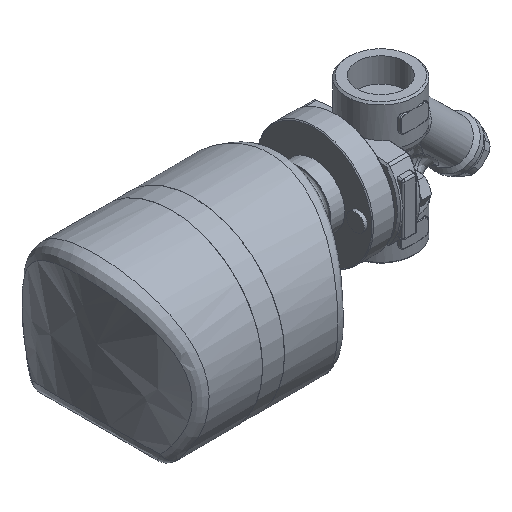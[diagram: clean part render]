
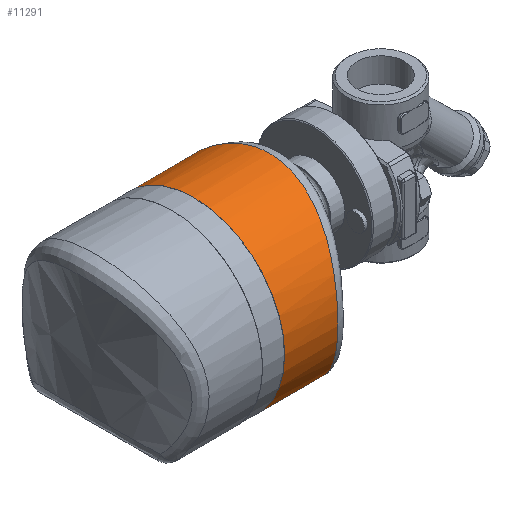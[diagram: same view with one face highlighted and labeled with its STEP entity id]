
A CAD part, isometric view. The second image highlights one B-rep face of the part: STEP entity #11291.
In plain terms, the highlighted cylindrical face has radius 52 mm (diameter 104 mm), a full revolution.
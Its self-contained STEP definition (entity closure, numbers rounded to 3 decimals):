
#10097=CARTESIAN_POINT('',(36.311,39.359,-33.984));
#10098=VERTEX_POINT('',#10097);
#10117=CARTESIAN_POINT('',(36.311,-39.359,-33.984));
#10118=VERTEX_POINT('',#10117);
#10126=CARTESIAN_POINT('',(65.393,0.0,0.));
#10127=DIRECTION('',(0.76,0.,-0.65));
#10128=DIRECTION('',(-0.65,0.0,-0.76));
#10129=AXIS2_PLACEMENT_3D('',#10126,#10127,#10128);
#10130=ELLIPSE('',#10129,68.442,52.0);
#10131=EDGE_CURVE('',#10118,#10098,#10130,.T.);
#11054=CARTESIAN_POINT('',(30.469,52.,0.024));
#11055=VERTEX_POINT('',#11054);
#11063=CARTESIAN_POINT('',(30.469,52.,0.024));
#11064=CARTESIAN_POINT('',(30.47,52.,0.934));
#11065=CARTESIAN_POINT('',(30.487,51.967,2.145));
#11066=CARTESIAN_POINT('',(30.569,51.818,4.569));
#11067=CARTESIAN_POINT('',(30.726,51.53,7.289));
#11068=CARTESIAN_POINT('',(30.996,51.027,10.121));
#11069=CARTESIAN_POINT('',(31.243,50.561,12.175));
#11070=CARTESIAN_POINT('',(31.399,50.265,13.336));
#11071=CARTESIAN_POINT('',(31.836,49.424,16.365));
#11072=CARTESIAN_POINT('',(32.721,47.682,21.157));
#11073=CARTESIAN_POINT('',(33.893,45.178,25.888));
#11074=CARTESIAN_POINT('',(34.632,43.484,28.524));
#11075=CARTESIAN_POINT('',(34.935,42.775,29.575));
#11076=CARTESIAN_POINT('',(35.171,42.215,30.371));
#11077=CARTESIAN_POINT('',(35.741,40.83,32.246));
#11078=CARTESIAN_POINT('',(36.985,37.669,36.086));
#11079=CARTESIAN_POINT('',(38.239,33.99,39.491));
#11080=CARTESIAN_POINT('',(39.158,30.867,41.853));
#11081=CARTESIAN_POINT('',(39.475,29.756,42.655));
#11082=CARTESIAN_POINT('',(39.761,28.702,43.367));
#11083=CARTESIAN_POINT('',(40.147,27.221,44.319));
#11084=CARTESIAN_POINT('',(40.522,25.699,45.227));
#11085=CARTESIAN_POINT('',(41.152,22.904,46.725));
#11086=CARTESIAN_POINT('',(41.763,19.813,48.139));
#11087=CARTESIAN_POINT('',(42.233,16.885,49.202));
#11088=CARTESIAN_POINT('',(42.448,15.35,49.684));
#11089=CARTESIAN_POINT('',(42.604,14.194,50.033));
#11090=CARTESIAN_POINT('',(42.807,12.544,50.484));
#11091=CARTESIAN_POINT('',(42.996,10.68,50.901));
#11092=CARTESIAN_POINT('',(43.117,9.298,51.165));
#11093=CARTESIAN_POINT('',(43.242,7.709,51.439));
#11094=CARTESIAN_POINT('',(43.421,4.801,51.829));
#11095=CARTESIAN_POINT('',(43.512,1.35,52.027));
#11096=CARTESIAN_POINT('',(43.495,-1.589,51.988));
#11097=CARTESIAN_POINT('',(43.457,-3.202,51.906));
#11098=CARTESIAN_POINT('',(43.374,-5.62,51.726));
#11099=CARTESIAN_POINT('',(43.163,-9.14,51.268));
#11100=CARTESIAN_POINT('',(42.786,-12.789,50.439));
#11101=CARTESIAN_POINT('',(42.484,-15.101,49.764));
#11102=CARTESIAN_POINT('',(42.268,-16.627,49.28));
#11103=CARTESIAN_POINT('',(41.872,-19.161,48.387));
#11104=CARTESIAN_POINT('',(41.288,-22.27,47.044));
#11105=CARTESIAN_POINT('',(40.665,-25.086,45.57));
#11106=CARTESIAN_POINT('',(40.003,-27.824,43.973));
#11107=CARTESIAN_POINT('',(39.161,-30.941,41.882));
#11108=CARTESIAN_POINT('',(38.29,-33.749,39.603));
#11109=CARTESIAN_POINT('',(37.715,-35.468,38.033));
#11110=CARTESIAN_POINT('',(37.328,-36.594,36.957));
#11111=CARTESIAN_POINT('',(36.67,-38.438,35.083));
#11112=CARTESIAN_POINT('',(35.935,-40.35,32.858));
#11113=CARTESIAN_POINT('',(35.164,-42.238,30.361));
#11114=CARTESIAN_POINT('',(34.598,-43.57,28.425));
#11115=CARTESIAN_POINT('',(34.006,-44.906,26.255));
#11116=CARTESIAN_POINT('',(33.527,-45.951,24.37));
#11117=CARTESIAN_POINT('',(33.029,-47.011,22.269));
#11118=CARTESIAN_POINT('',(32.402,-48.304,19.385));
#11119=CARTESIAN_POINT('',(31.681,-49.729,15.448));
#11120=CARTESIAN_POINT('',(31.15,-50.739,11.578));
#11121=CARTESIAN_POINT('',(30.672,-51.631,6.835));
#11122=CARTESIAN_POINT('',(30.465,-52.008,2.78));
#11123=CARTESIAN_POINT('',(30.468,-52.003,-1.259));
#11124=CARTESIAN_POINT('',(30.552,-51.85,-4.496));
#11125=CARTESIAN_POINT('',(30.785,-51.421,-8.114));
#11126=CARTESIAN_POINT('',(31.209,-50.628,-12.045));
#11127=CARTESIAN_POINT('',(31.876,-49.351,-16.693));
#11128=CARTESIAN_POINT('',(32.754,-47.601,-21.167));
#11129=CARTESIAN_POINT('',(33.645,-45.701,-24.856));
#11130=CARTESIAN_POINT('',(34.178,-44.52,-26.889));
#11131=CARTESIAN_POINT('',(34.997,-42.656,-29.86));
#11132=CARTESIAN_POINT('',(35.724,-40.892,-32.208));
#11133=CARTESIAN_POINT('',(36.311,-39.359,-33.984));
#11134=B_SPLINE_CURVE_WITH_KNOTS('',3,(#11063,#11064,#11065,#11066,#11067,#11068,#11069,#11070,#11071,#11072,#11073,#11074,#11075,#11076,#11077,#11078,#11079,#11080,#11081,#11082,#11083,#11084,#11085,#11086,#11087,#11088,#11089,#11090,#11091,#11092,#11093,#11094,#11095,#11096,#11097,#11098,#11099,#11100,#11101,#11102,#11103,#11104,#11105,#11106,#11107,#11108,#11109,#11110,#11111,#11112,#11113,#11114,#11115,#11116,#11117,#11118,#11119,#11120,#11121,#11122,#11123,#11124,#11125,#11126,#11127,#11128,#11129,#11130,#11131,#11132,#11133),.UNSPECIFIED.,.F.,.U.,(4,1,1,1,1,1,1,1,1,1,1,1,1,1,1,1,1,1,1,1,1,1,1,1,1,1,1,1,1,1,1,1,1,1,1,1,1,1,1,1,1,1,1,1,1,1,1,1,1,1,1,1,1,1,1,1,1,1,1,1,1,1,1,1,1,1,1,1,4),(-42.61,-42.376,-42.298,-41.987,-41.676,-41.56,-41.443,-41.365,-40.743,-40.121,-39.965,-39.913,-39.784,-39.706,-39.291,-38.461,-38.384,-38.254,-38.098,-38.047,-37.787,-37.632,-37.217,-36.906,-36.828,-36.802,-36.595,-36.387,-36.31,-36.232,-35.973,-35.558,-35.35,-35.221,-35.143,-34.728,-34.313,-34.184,-34.106,-33.899,-33.484,-33.224,-33.069,-32.654,-32.239,-32.11,-32.032,-31.824,-31.41,-31.254,-30.995,-30.787,-30.58,-30.424,-30.165,-29.75,-29.336,-29.128,-28.506,-28.299,-28.091,-27.676,-27.365,-27.054,-26.432,-26.121,-25.965,-25.81,-25.188),.UNSPECIFIED.);
#11135=EDGE_CURVE('',#11055,#10118,#11134,.T.);
#11236=CARTESIAN_POINT('',(36.311,39.359,-33.984));
#11237=CARTESIAN_POINT('',(35.878,40.492,-32.671));
#11238=CARTESIAN_POINT('',(35.231,42.092,-30.618));
#11239=CARTESIAN_POINT('',(34.408,44.005,-27.745));
#11240=CARTESIAN_POINT('',(33.61,45.786,-24.759));
#11241=CARTESIAN_POINT('',(32.68,47.748,-20.821));
#11242=CARTESIAN_POINT('',(31.894,49.312,-16.669));
#11243=CARTESIAN_POINT('',(31.249,50.555,-12.399));
#11244=CARTESIAN_POINT('',(30.859,51.284,-8.918));
#11245=CARTESIAN_POINT('',(30.545,51.862,-4.469));
#11246=CARTESIAN_POINT('',(30.469,52.001,-1.77));
#11247=CARTESIAN_POINT('',(30.469,52.,0.024));
#11248=B_SPLINE_CURVE_WITH_KNOTS('',3,(#11236,#11237,#11238,#11239,#11240,#11241,#11242,#11243,#11244,#11245,#11246,#11247),.UNSPECIFIED.,.F.,.U.,(4,1,1,1,1,1,1,1,1,4),(-17.423,-16.963,-16.733,-16.503,-16.043,-15.583,-15.353,-14.893,-14.663,-14.203),.UNSPECIFIED.);
#11249=EDGE_CURVE('',#10098,#11055,#11248,.T.);
#11270=CARTESIAN_POINT('',(25.5,0.0,0.));
#11271=DIRECTION('',(-1.0,0.0,0.));
#11272=DIRECTION('',(0.0,0.0,1.0));
#11273=AXIS2_PLACEMENT_3D('',#11270,#11271,#11272);
#11274=CYLINDRICAL_SURFACE('',#11273,52.0);
#11275=ORIENTED_EDGE('',*,*,#10131,.F.);
#11276=ORIENTED_EDGE('',*,*,#11135,.F.);
#11277=ORIENTED_EDGE('',*,*,#11249,.F.);
#11278=EDGE_LOOP('',(#11275,#11276,#11277));
#11279=FACE_OUTER_BOUND('',#11278,.T.);
#11280=CARTESIAN_POINT('',(0.0,0.0,52.0));
#11281=VERTEX_POINT('',#11280);
#11282=CARTESIAN_POINT('',(0.,0.0,0.));
#11283=DIRECTION('',(-1.0,0.0,0.0));
#11284=DIRECTION('',(0.0,0.0,1.0));
#11285=AXIS2_PLACEMENT_3D('',#11282,#11283,#11284);
#11286=CIRCLE('',#11285,52.0);
#11287=EDGE_CURVE('',#11281,#11281,#11286,.T.);
#11288=ORIENTED_EDGE('',*,*,#11287,.F.);
#11289=EDGE_LOOP('',(#11288));
#11290=FACE_BOUND('',#11289,.T.);
#11291=ADVANCED_FACE('',(#11279,#11290),#11274,.T.);
